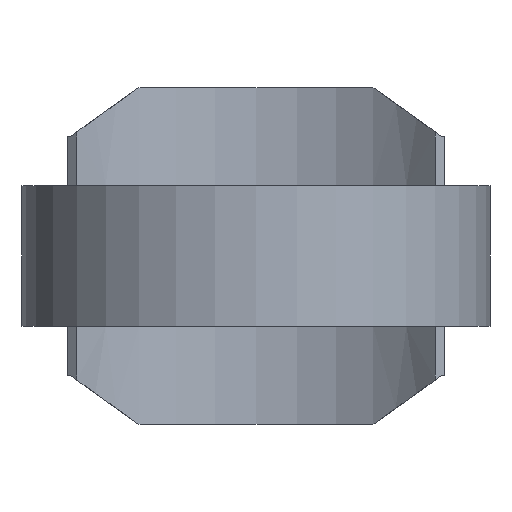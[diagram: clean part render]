
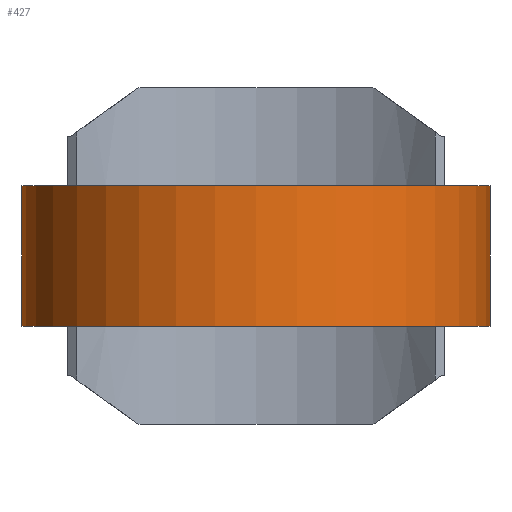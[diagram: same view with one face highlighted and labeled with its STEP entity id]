
A CAD part, front view. The second image highlights one B-rep face of the part: STEP entity #427.
In plain terms, the highlighted cylindrical face has radius 100 mm (diameter 200 mm), a partial arc.
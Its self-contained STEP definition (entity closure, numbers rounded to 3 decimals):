
#207 = EDGE_CURVE( '', #287, #453, #533, .T. );
#281 = VERTEX_POINT( '', #614 );
#287 = VERTEX_POINT( '', #620 );
#347 = EDGE_CURVE( '', #481, #287, #685, .T. );
#427 = ADVANCED_FACE( '', ( #777 ), #778, .T. );
#451 = EDGE_CURVE( '', #281, #481, #804, .T. );
#453 = VERTEX_POINT( '', #806 );
#473 = EDGE_CURVE( '', #281, #453, #828, .T. );
#481 = VERTEX_POINT( '', #839 );
#533 = LINE( '', #894, #895 );
#614 = CARTESIAN_POINT( '', ( -100., 0., -30. ) );
#620 = CARTESIAN_POINT( '', ( 100., 0., 30. ) );
#685 = CIRCLE( '', #1194, 100. );
#777 = FACE_OUTER_BOUND( '', #1347, .T. );
#778 = CYLINDRICAL_SURFACE( '', #1348, 100. );
#804 = LINE( '', #1446, #1447 );
#806 = CARTESIAN_POINT( '', ( 100., 0., -30. ) );
#828 = CIRCLE( '', #1477, 100. );
#839 = CARTESIAN_POINT( '', ( -100., 0., 30. ) );
#894 = CARTESIAN_POINT( '', ( 100., 0., 30. ) );
#895 = VECTOR( '', #1532, 1. );
#1194 = AXIS2_PLACEMENT_3D( '', #1687, #1688, #1689 );
#1347 = EDGE_LOOP( '', ( #1822, #1823, #1824, #1825 ) );
#1348 = AXIS2_PLACEMENT_3D( '', #1826, #1827, #1828 );
#1446 = CARTESIAN_POINT( '', ( -100., 0., 30. ) );
#1447 = VECTOR( '', #1859, 1. );
#1477 = AXIS2_PLACEMENT_3D( '', #1880, #1881, #1882 );
#1532 = DIRECTION( '', ( 0., 0., -1. ) );
#1687 = CARTESIAN_POINT( '', ( 0., 0., 30. ) );
#1688 = DIRECTION( '', ( 0., 0., 1. ) );
#1689 = DIRECTION( '', ( 1., 0., 0. ) );
#1822 = ORIENTED_EDGE( '', *, *, #207, .F. );
#1823 = ORIENTED_EDGE( '', *, *, #347, .F. );
#1824 = ORIENTED_EDGE( '', *, *, #451, .F. );
#1825 = ORIENTED_EDGE( '', *, *, #473, .T. );
#1826 = CARTESIAN_POINT( '', ( 0., 0., 30. ) );
#1827 = DIRECTION( '', ( 0., 0., 1. ) );
#1828 = DIRECTION( '', ( 1., 0., 0. ) );
#1859 = DIRECTION( '', ( 0., 0., 1. ) );
#1880 = CARTESIAN_POINT( '', ( 0., 0., -30. ) );
#1881 = DIRECTION( '', ( 0., 0., 1. ) );
#1882 = DIRECTION( '', ( 1., 0., 0. ) );
